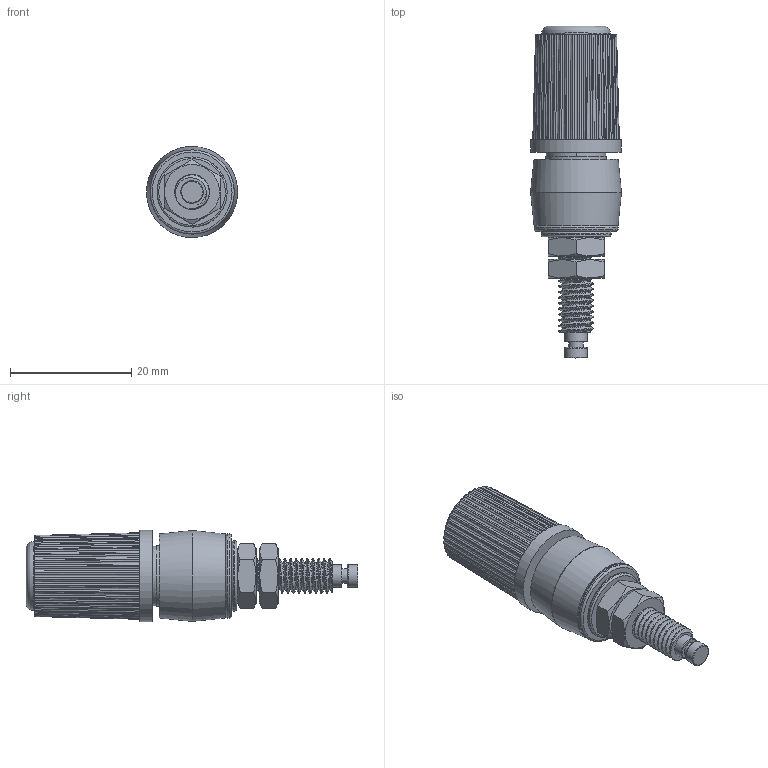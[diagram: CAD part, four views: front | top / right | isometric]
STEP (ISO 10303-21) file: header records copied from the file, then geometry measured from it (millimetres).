
FILE_DESCRIPTION(('FreeCAD Model'),'2;1');
FILE_NAME('Open CASCADE Shape Model','2025-05-05T07:54:12',('FreeCAD'),( 'FreeCAD'),'Open CASCADE STEP processor 7.6','FreeCAD','Unknown');
FILE_SCHEMA(('AUTOMOTIVE_DESIGN { 1 0 10303 214 1 1 1 1 }'));
Products named in the file (1): Open CASCADE STEP translator 7.6 1
Bounding box: 14.98 x 54.67 x 14.99 mm (x, y, z)
Volume: 5114.3 mm3; surface area: 7716.5 mm2
Topology: 10 solids, 10 shells, 649 faces, 1859 edges, 1230 vertices
Faces by surface type: bspline 649
Entity records: 33244 total; most frequent: CARTESIAN_POINT 23350, ORIENTED_EDGE 3658, EDGE_CURVE 1829, VERTEX_POINT 1215, B_SPLINE_CURVE_WITH_KNOTS 1001, FACE_BOUND 683, EDGE_LOOP 683, ADVANCED_FACE 649
